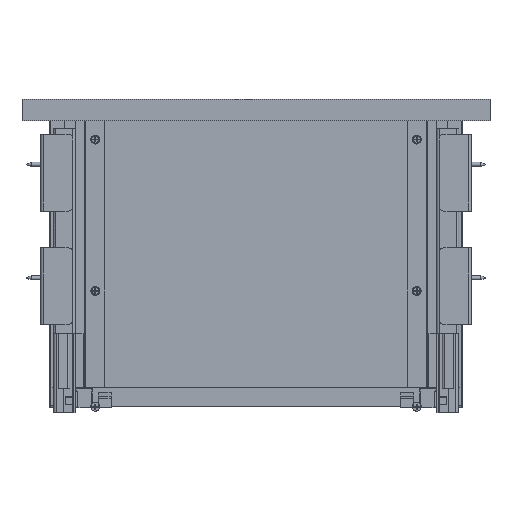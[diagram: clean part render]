
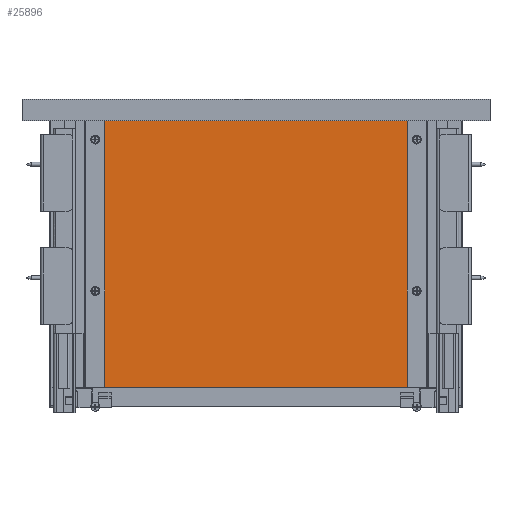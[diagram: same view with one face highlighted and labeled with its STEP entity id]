
A CAD part, front view. The second image highlights one B-rep face of the part: STEP entity #25896.
In plain terms, the highlighted planar face has unit normal (0, -1, 0).
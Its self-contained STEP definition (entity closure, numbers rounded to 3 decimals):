
#2600=FACE_OUTER_BOUND('',#4192,.T.);
#4192=EDGE_LOOP('',(#22435,#22436,#22437,#22438));
#6814=LINE('',#42382,#9704);
#6815=LINE('',#42385,#9705);
#6816=LINE('',#42387,#9706);
#6817=LINE('',#42388,#9707);
#9704=VECTOR('',#33840,10.);
#9705=VECTOR('',#33843,10.);
#9706=VECTOR('',#33844,10.);
#9707=VECTOR('',#33845,10.);
#12295=VERTEX_POINT('',#42375);
#12298=VERTEX_POINT('',#42380);
#12299=VERTEX_POINT('',#42384);
#12300=VERTEX_POINT('',#42386);
#15746=EDGE_CURVE('',#12295,#12298,#6814,.T.);
#15747=EDGE_CURVE('',#12299,#12295,#6815,.T.);
#15748=EDGE_CURVE('',#12300,#12298,#6816,.T.);
#15749=EDGE_CURVE('',#12299,#12300,#6817,.T.);
#22435=ORIENTED_EDGE('',*,*,#15747,.T.);
#22436=ORIENTED_EDGE('',*,*,#15746,.T.);
#22437=ORIENTED_EDGE('',*,*,#15748,.F.);
#22438=ORIENTED_EDGE('',*,*,#15749,.F.);
#24544=PLANE('',#27890);
#25896=ADVANCED_FACE('',(#2600),#24544,.T.);
#27890=AXIS2_PLACEMENT_3D('',#42383,#33841,#33842);
#33840=DIRECTION('',(0.,0.,-1.));
#33841=DIRECTION('center_axis',(0.,-1.,0.));
#33842=DIRECTION('ref_axis',(-1.,0.,0.));
#33843=DIRECTION('',(-1.,0.,0.));
#33844=DIRECTION('',(-1.,0.,0.));
#33845=DIRECTION('',(0.,0.,-1.));
#42375=CARTESIAN_POINT('',(-144.5,22.,11.5));
#42380=CARTESIAN_POINT('',(-144.5,22.,-214.5));
#42382=CARTESIAN_POINT('',(-144.5,22.,11.5));
#42383=CARTESIAN_POINT('Origin',(144.5,22.,11.5));
#42384=CARTESIAN_POINT('',(144.5,22.,11.5));
#42385=CARTESIAN_POINT('',(144.5,22.,11.5));
#42386=CARTESIAN_POINT('',(144.5,22.,-214.5));
#42387=CARTESIAN_POINT('',(144.5,22.,-214.5));
#42388=CARTESIAN_POINT('',(144.5,22.,11.5));
